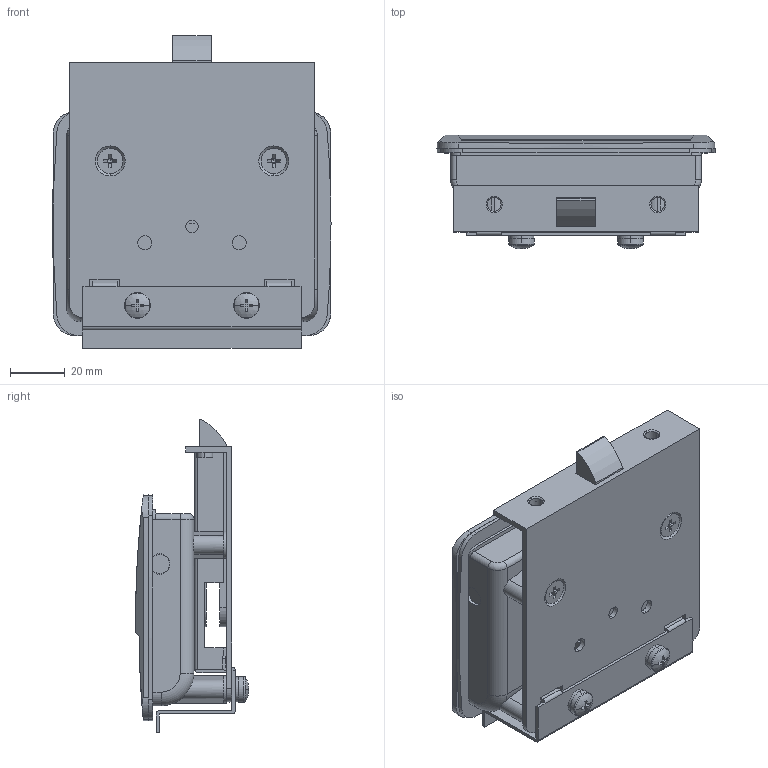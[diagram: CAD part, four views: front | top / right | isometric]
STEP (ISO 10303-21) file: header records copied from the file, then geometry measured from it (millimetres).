
FILE_DESCRIPTION (( 'STEP AP203' ), '1' );
FILE_NAME ('sone3D.STEP', '2014-01-27T06:38:47', ( '' ), ( '' ), 'SwSTEP 2.0', 'SolidWorks 2012', '' );
FILE_SCHEMA (( 'CONFIG_CONTROL_DESIGN' ));
Length unit declared in the file: millimetre
Products named in the file (12): A-151R-1-2プレート（ガイド）_; A-151R-1-2僾儗乕僩_; A-151R-1-2僴儞僪儖_; A-151R-1-2本体_; sone3D; A-151R-1-2押え板_; A-151R-1-2スプリングワッシャーM5__JIS B 1251 No.2 5; A-151R-1-2十字穴付なべねじM5__M5 x 10; A-151R-1-2十字穴付皿ねじM5__M5×10; A-151R-1-2シャフト__カシメ後; A-151R-1-2忣窈廆; A-151R-1-2儔僢僠_
Assembly tree (16 placements, depth 2):
  sone3D
    A-151R-1-2本体_
    A-151R-1-2僴儞僪儖_
    A-151R-1-2僾儗乕僩_
    A-151R-1-2プレート（ガイド）_
    A-151R-1-2儔僢僠_
    A-151R-1-2忣窈廆
    A-151R-1-2シャフト__カシメ後
    A-151R-1-2十字穴付皿ねじM5__M5×10  x4
    A-151R-1-2十字穴付なべねじM5__M5 x 10  x2
    A-151R-1-2スプリングワッシャーM5__JIS B 1251 No.2 5  x2
    A-151R-1-2押え板_
Bounding box: 101.98 x 41.67 x 114.8 mm (x, y, z)
Volume: 94087.3 mm3; surface area: 88204 mm2
Topology: 16 solids, 16 shells, 607 faces, 1550 edges, 988 vertices
Faces by surface type: plane 305, cylinder 209, cone 60, torus 23, bspline 6, sphere 4
Entity records: 17420 total; most frequent: CARTESIAN_POINT 3827, DIRECTION 2599, ORIENTED_EDGE 2512, EDGE_CURVE 1256, AXIS2_PLACEMENT_3D 948, VERTEX_POINT 813, VECTOR 703, LINE 703
